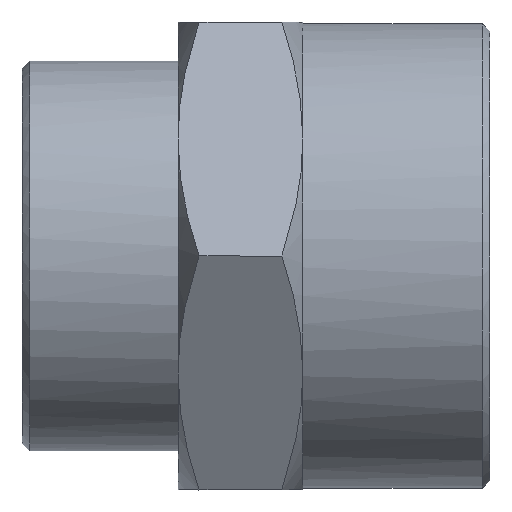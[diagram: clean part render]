
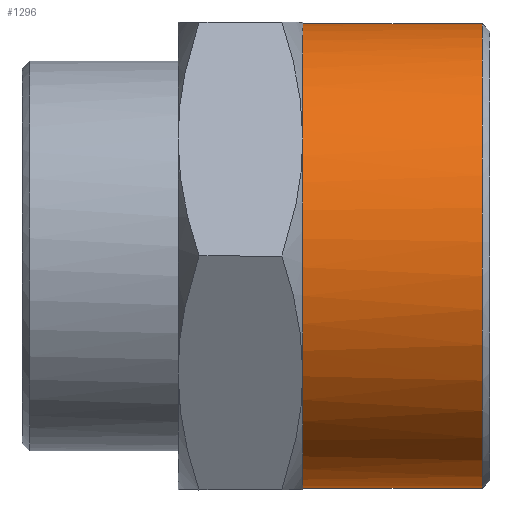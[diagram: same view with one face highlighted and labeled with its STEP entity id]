
A CAD part, left-side view. The second image highlights one B-rep face of the part: STEP entity #1296.
In plain terms, the highlighted free-form (B-spline) face has degree [1, 3] with [2, 4] control points.
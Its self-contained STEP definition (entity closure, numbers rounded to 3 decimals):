
#5 = CARTESIAN_POINT ( 'NONE',  ( -14.9, 12., 1.952 ) ) ;
#60 = ORIENTED_EDGE ( 'NONE', *, *, #1592, .T. ) ;
#74 = EDGE_CURVE ( 'NONE', #1650, #1647, #2045, .T. ) ;
#111 = EDGE_CURVE ( 'NONE', #1101, #769, #1523, .T. ) ;
#151 = CARTESIAN_POINT ( 'NONE',  ( -14.9, 12., -1.952 ) ) ;
#164 = CARTESIAN_POINT ( 'NONE',  ( -1.952, 12., 14.9 ) ) ;
#223 = CARTESIAN_POINT ( 'NONE',  ( 0., 12., -14.9 ) ) ;
#278 = CARTESIAN_POINT ( 'NONE',  ( -29.8, 0.5, -14.9 ) ) ;
#318 = CARTESIAN_POINT ( 'NONE',  ( -14.513, 12., -3.899 ) ) ;
#427 = CARTESIAN_POINT ( 'NONE',  ( -29.8, 0.5, 14.9 ) ) ;
#465 = CARTESIAN_POINT ( 'NONE',  ( -7.505, 12., 13.019 ) ) ;
#539 = EDGE_LOOP ( 'NONE', ( #718, #917, #777, #60 ) ) ;
#573 = CARTESIAN_POINT ( 'NONE',  ( 0., 12., -14.9 ) ) ;
#621 = CARTESIAN_POINT ( 'NONE',  ( -3.899, 12., 14.513 ) ) ;
#718 = ORIENTED_EDGE ( 'NONE', *, *, #111, .F. ) ;
#752 = CARTESIAN_POINT ( 'NONE',  ( 0., 0.5, 14.9 ) ) ;
#768 = B_SPLINE_CURVE_WITH_KNOTS ( 'NONE', 1,
 ( #223, #1361 ),
 .UNSPECIFIED., .F., .F.,
 ( 2, 2 ),
 ( -1., 0. ),
 .UNSPECIFIED. ) ;
#769 = VERTEX_POINT ( 'NONE', #2067 ) ;
#777 = ORIENTED_EDGE ( 'NONE', *, *, #74, .T. ) ;
#789 = CARTESIAN_POINT ( 'NONE',  ( -11.916, 12., 9.156 ) ) ;
#791 = CARTESIAN_POINT ( 'NONE',  ( 0., 12., 14.9 ) ) ;
#831 = B_SPLINE_CURVE_WITH_KNOTS ( 'NONE', 1,
 ( #1777, #791 ),
 .UNSPECIFIED., .F., .F.,
 ( 2, 2 ),
 ( -1., 0. ),
 .UNSPECIFIED. ) ;
#851 = FACE_OUTER_BOUND ( 'NONE', #539, .T. ) ;
#917 = ORIENTED_EDGE ( 'NONE', *, *, #2052, .T. ) ;
#959 = CARTESIAN_POINT ( 'NONE',  ( -13.019, 12., -7.505 ) ) ;
#1101 = VERTEX_POINT ( 'NONE', #1479 ) ;
#1108 = CARTESIAN_POINT ( 'NONE',  ( -29.8, 0.5, -14.9 ) ) ;
#1127 = CARTESIAN_POINT ( 'NONE',  ( -9.156, 12., -11.916 ) ) ;
#1250 = CARTESIAN_POINT ( 'NONE',  ( -3.899, 12., -14.513 ) ) ;
#1279 = CARTESIAN_POINT ( 'NONE',  ( 0., 0.5, 14.9 ) ) ;
#1285 = CARTESIAN_POINT ( 'NONE',  ( -14.513, 12., 3.899 ) ) ;
#1296 = ADVANCED_FACE ( 'NONE', ( #851 ), #1561, .F. ) ;
#1361 = CARTESIAN_POINT ( 'NONE',  ( 0., 0.5, -14.9 ) ) ;
#1404 = CARTESIAN_POINT ( 'NONE',  ( 0., 12., 14.9 ) ) ;
#1424 = CARTESIAN_POINT ( 'NONE',  ( -7.505, 12., -13.019 ) ) ;
#1426 = CARTESIAN_POINT ( 'NONE',  ( 0., 0.5, -14.9 ) ) ;
#1436 = CARTESIAN_POINT ( 'NONE',  ( 0., 0.5, -14.9 ) ) ;
#1444 = CARTESIAN_POINT ( 'NONE',  ( -1.952, 12., -14.9 ) ) ;
#1455 = CARTESIAN_POINT ( 'NONE',  ( -9.156, 12., 11.916 ) ) ;
#1479 = CARTESIAN_POINT ( 'NONE',  ( 0., 12., -14.9 ) ) ;
#1523 = B_SPLINE_CURVE_WITH_KNOTS ( 'NONE', 3,
 ( #2097, #1444, #1250, #1424, #1127, #1773, #959, #318, #151, #5, #1285, #1611, #789, #1455, #465, #621, #164, #1623 ),
 .UNSPECIFIED., .F., .F.,
 ( 4, 2, 2, 2, 2, 2, 2, 2, 4 ),
 ( 0., 0.393, 0.785, 1.178, 1.571, 1.963, 2.356, 2.749, 3.142 ),
 .UNSPECIFIED. ) ;
#1561 =( BOUNDED_SURFACE ( )  B_SPLINE_SURFACE ( 1, 3, ( 
 ( #1404, #2078, #1570, #573 ),
 ( #2066, #427, #278, #1735 ) ),
 .UNSPECIFIED., .F., .F., .F. ) 
 B_SPLINE_SURFACE_WITH_KNOTS ( ( 2, 2 ),
 ( 4, 4 ),
 ( 0., 1. ),
 ( 0., 1. ),
 .UNSPECIFIED. ) 
 GEOMETRIC_REPRESENTATION_ITEM ( )  RATIONAL_B_SPLINE_SURFACE ( (
 ( 1., 0.333, 0.333, 1.),
 ( 1., 0.333, 0.333, 1.) ) ) 
 REPRESENTATION_ITEM ( '' )  SURFACE ( )  );
#1570 = CARTESIAN_POINT ( 'NONE',  ( -29.8, 12., -14.9 ) ) ;
#1592 = EDGE_CURVE ( 'NONE', #1647, #769, #831, .T. ) ;
#1598 = CARTESIAN_POINT ( 'NONE',  ( -29.8, 0.5, 14.9 ) ) ;
#1611 = CARTESIAN_POINT ( 'NONE',  ( -13.019, 12., 7.505 ) ) ;
#1623 = CARTESIAN_POINT ( 'NONE',  ( 0., 12., 14.9 ) ) ;
#1647 = VERTEX_POINT ( 'NONE', #1279 ) ;
#1650 = VERTEX_POINT ( 'NONE', #1436 ) ;
#1735 = CARTESIAN_POINT ( 'NONE',  ( 0., 0.5, -14.9 ) ) ;
#1773 = CARTESIAN_POINT ( 'NONE',  ( -11.916, 12., -9.156 ) ) ;
#1777 = CARTESIAN_POINT ( 'NONE',  ( 0., 0.5, 14.9 ) ) ;
#2045 =( BOUNDED_CURVE ( )  B_SPLINE_CURVE ( 3, ( #1426, #1108, #1598, #752 ),
 .UNSPECIFIED., .F., .F. ) 
 B_SPLINE_CURVE_WITH_KNOTS ( ( 4, 4 ),
 ( -3.142, 0. ),
 .UNSPECIFIED. ) 
 CURVE ( )  GEOMETRIC_REPRESENTATION_ITEM ( )  RATIONAL_B_SPLINE_CURVE ( ( 1., 0.333, 0.333, 1. ) ) 
 REPRESENTATION_ITEM ( '' )  );
#2052 = EDGE_CURVE ( 'NONE', #1101, #1650, #768, .T. ) ;
#2066 = CARTESIAN_POINT ( 'NONE',  ( 0., 0.5, 14.9 ) ) ;
#2067 = CARTESIAN_POINT ( 'NONE',  ( 0., 12., 14.9 ) ) ;
#2078 = CARTESIAN_POINT ( 'NONE',  ( -29.8, 12., 14.9 ) ) ;
#2097 = CARTESIAN_POINT ( 'NONE',  ( 0., 12., -14.9 ) ) ;
